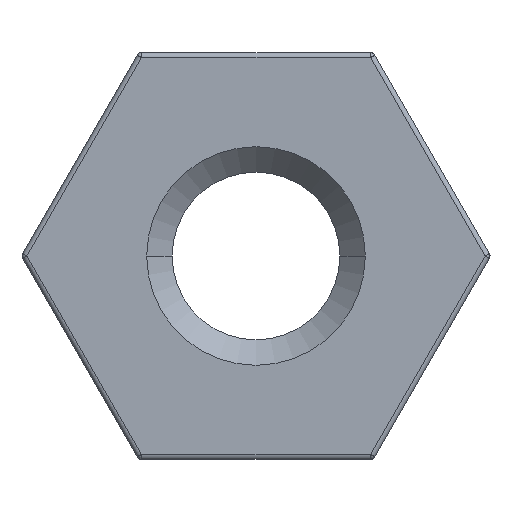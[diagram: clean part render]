
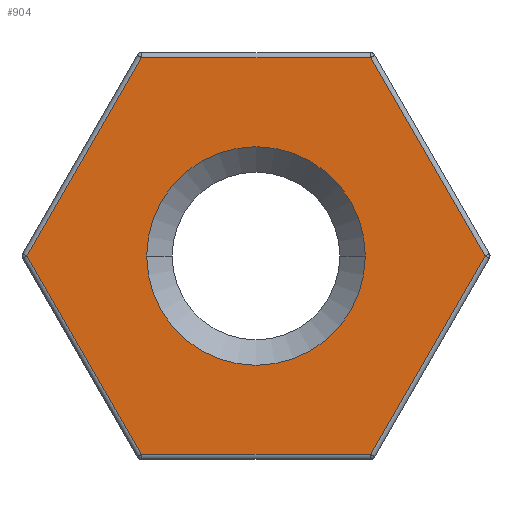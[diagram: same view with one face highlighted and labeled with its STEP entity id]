
A CAD part, left-side view. The second image highlights one B-rep face of the part: STEP entity #904.
In plain terms, the highlighted planar face has unit normal (-1, 0, 0).
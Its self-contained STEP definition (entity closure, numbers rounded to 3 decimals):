
#25 = EDGE_CURVE ( 'NONE', #1132, #1151, #527, .T. ) ;
#46 = CARTESIAN_POINT ( 'NONE',  ( 0., -3.377, -1.95 ) ) ;
#78 = DIRECTION ( 'NONE',  ( 0., -0.5, -0.866 ) ) ;
#81 = EDGE_CURVE ( 'NONE', #1150, #637, #405, .T. ) ;
#87 = DIRECTION ( 'NONE',  ( 0., 1., 0. ) ) ;
#92 = DIRECTION ( 'NONE',  ( 1., 0., 0. ) ) ;
#96 = CARTESIAN_POINT ( 'NONE',  ( 0., 3.377, -1.95 ) ) ;
#97 = DIRECTION ( 'NONE',  ( 0., 1., 0. ) ) ;
#103 = DIRECTION ( 'NONE',  ( 1., 0., 0. ) ) ;
#107 = CARTESIAN_POINT ( 'NONE',  ( 0., 0., 0. ) ) ;
#128 = EDGE_CURVE ( 'NONE', #1151, #1132, #301, .T. ) ;
#135 = EDGE_CURVE ( 'NONE', #1109, #1251, #294, .T. ) ;
#149 = EDGE_CURVE ( 'NONE', #753, #1150, #275, .T. ) ;
#153 = CARTESIAN_POINT ( 'NONE',  ( 0., 0., 0. ) ) ;
#172 = EDGE_CURVE ( 'NONE', #652, #1109, #228, .T. ) ;
#179 = EDGE_CURVE ( 'NONE', #637, #652, #209, .T. ) ;
#182 = DIRECTION ( 'NONE',  ( 0., -0.5, 0.866 ) ) ;
#184 = LINE ( 'NONE', #828, #1056 ) ;
#189 = EDGE_CURVE ( 'NONE', #1251, #753, #184, .T. ) ;
#209 = LINE ( 'NONE', #837, #1100 ) ;
#215 = VECTOR ( 'NONE', #750, 1000. ) ;
#228 = LINE ( 'NONE', #1147, #215 ) ;
#239 = CARTESIAN_POINT ( 'NONE',  ( 0., 0., 0. ) ) ;
#261 = VECTOR ( 'NONE', #182, 1000. ) ;
#275 = LINE ( 'NONE', #46, #261 ) ;
#291 = VECTOR ( 'NONE', #78, 1000. ) ;
#294 = LINE ( 'NONE', #96, #291 ) ;
#301 = CIRCLE ( 'NONE', #936, 2.15 ) ;
#399 = VECTOR ( 'NONE', #1135, 1000. ) ;
#405 = LINE ( 'NONE', #726, #399 ) ;
#438 = CARTESIAN_POINT ( 'NONE',  ( 0., 2.252, 3.9 ) ) ;
#440 = CARTESIAN_POINT ( 'NONE',  ( 0., -2.252, 3.9 ) ) ;
#455 = FACE_BOUND ( 'NONE', #650, .T. ) ;
#504 = CARTESIAN_POINT ( 'NONE',  ( 0., -2.15, 0. ) ) ;
#527 = CIRCLE ( 'NONE', #634, 2.15 ) ;
#580 = CARTESIAN_POINT ( 'NONE',  ( 0., -2.252, -3.9 ) ) ;
#616 = ORIENTED_EDGE ( 'NONE', *, *, #25, .T. ) ;
#634 = AXIS2_PLACEMENT_3D ( 'NONE', #153, #92, #87 ) ;
#637 = VERTEX_POINT ( 'NONE', #440 ) ;
#650 = EDGE_LOOP ( 'NONE', ( #1061, #616 ) ) ;
#652 = VERTEX_POINT ( 'NONE', #438 ) ;
#654 = EDGE_LOOP ( 'NONE', ( #1143, #722, #914, #1107, #662, #852 ) ) ;
#662 = ORIENTED_EDGE ( 'NONE', *, *, #189, .T. ) ;
#687 = DIRECTION ( 'NONE',  ( 1., 0., 0. ) ) ;
#722 = ORIENTED_EDGE ( 'NONE', *, *, #179, .T. ) ;
#726 = CARTESIAN_POINT ( 'NONE',  ( 0., -3.377, 1.95 ) ) ;
#740 = CARTESIAN_POINT ( 'NONE',  ( 0., 2.252, -3.9 ) ) ;
#750 = DIRECTION ( 'NONE',  ( 0., 0.5, -0.866 ) ) ;
#753 = VERTEX_POINT ( 'NONE', #580 ) ;
#754 = DIRECTION ( 'NONE',  ( 0., 1., 0. ) ) ;
#820 = DIRECTION ( 'NONE',  ( 0., -1., 0. ) ) ;
#828 = CARTESIAN_POINT ( 'NONE',  ( 0., 0., -3.9 ) ) ;
#837 = CARTESIAN_POINT ( 'NONE',  ( 0., 0., 3.9 ) ) ;
#852 = ORIENTED_EDGE ( 'NONE', *, *, #149, .T. ) ;
#888 = PLANE ( 'NONE',  #997 ) ;
#904 = ADVANCED_FACE ( 'NONE', ( #999, #455 ), #888, .F. ) ;
#910 = CARTESIAN_POINT ( 'NONE',  ( 0., 4.503, 0. ) ) ;
#914 = ORIENTED_EDGE ( 'NONE', *, *, #172, .T. ) ;
#936 = AXIS2_PLACEMENT_3D ( 'NONE', #107, #103, #97 ) ;
#997 = AXIS2_PLACEMENT_3D ( 'NONE', #239, #687, #1078 ) ;
#999 = FACE_OUTER_BOUND ( 'NONE', #654, .T. ) ;
#1056 = VECTOR ( 'NONE', #820, 1000. ) ;
#1061 = ORIENTED_EDGE ( 'NONE', *, *, #128, .T. ) ;
#1078 = DIRECTION ( 'NONE',  ( 0., 1., 0. ) ) ;
#1097 = CARTESIAN_POINT ( 'NONE',  ( 0., 2.15, 0. ) ) ;
#1100 = VECTOR ( 'NONE', #754, 1000. ) ;
#1107 = ORIENTED_EDGE ( 'NONE', *, *, #135, .T. ) ;
#1109 = VERTEX_POINT ( 'NONE', #910 ) ;
#1132 = VERTEX_POINT ( 'NONE', #504 ) ;
#1135 = DIRECTION ( 'NONE',  ( 0., 0.5, 0.866 ) ) ;
#1143 = ORIENTED_EDGE ( 'NONE', *, *, #81, .T. ) ;
#1147 = CARTESIAN_POINT ( 'NONE',  ( 0., 3.377, 1.95 ) ) ;
#1150 = VERTEX_POINT ( 'NONE', #1256 ) ;
#1151 = VERTEX_POINT ( 'NONE', #1097 ) ;
#1251 = VERTEX_POINT ( 'NONE', #740 ) ;
#1256 = CARTESIAN_POINT ( 'NONE',  ( 0., -4.503, 0. ) ) ;
